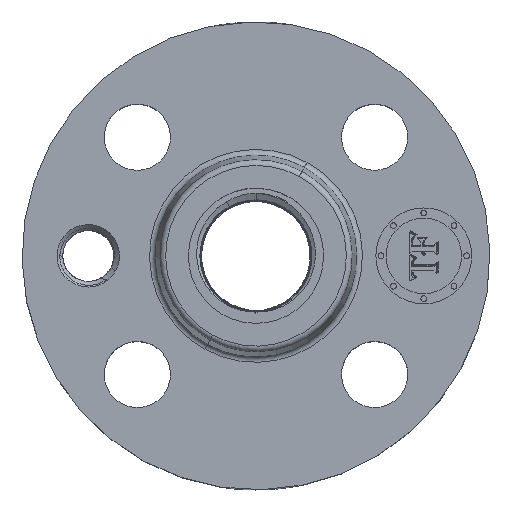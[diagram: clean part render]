
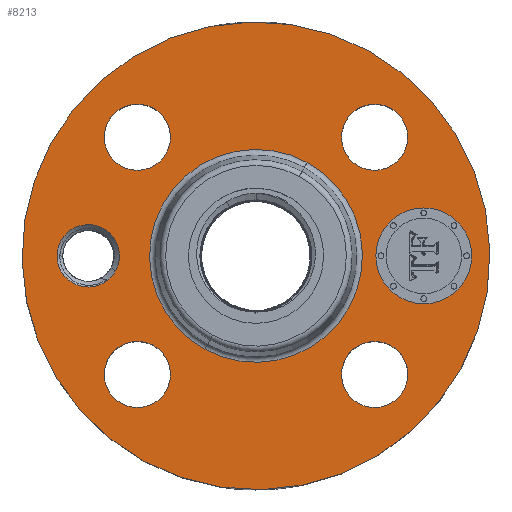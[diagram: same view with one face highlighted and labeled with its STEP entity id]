
A CAD part, top view. The second image highlights one B-rep face of the part: STEP entity #8213.
In plain terms, the highlighted planar face has unit normal (0, 0, 1).
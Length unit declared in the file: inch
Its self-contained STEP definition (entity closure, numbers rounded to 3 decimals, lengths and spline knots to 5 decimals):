
#6919=AXIS2_PLACEMENT_3D('Circle Axis2P3D',#6917,#6918,$) ;
#7056=AXIS2_PLACEMENT_3D('Circle Axis2P3D',#7054,#7055,$) ;
#7355=AXIS2_PLACEMENT_3D('Circle Axis2P3D',#7353,#7354,$) ;
#7367=AXIS2_PLACEMENT_3D('Circle Axis2P3D',#7365,#7366,$) ;
#7398=AXIS2_PLACEMENT_3D('Circle Axis2P3D',#7396,#7397,$) ;
#7410=AXIS2_PLACEMENT_3D('Circle Axis2P3D',#7408,#7409,$) ;
#7441=AXIS2_PLACEMENT_3D('Circle Axis2P3D',#7439,#7440,$) ;
#7453=AXIS2_PLACEMENT_3D('Circle Axis2P3D',#7451,#7452,$) ;
#7484=AXIS2_PLACEMENT_3D('Circle Axis2P3D',#7482,#7483,$) ;
#7496=AXIS2_PLACEMENT_3D('Circle Axis2P3D',#7494,#7495,$) ;
#8137=AXIS2_PLACEMENT_3D('Plane Axis2P3D',#8134,#8135,#8136) ;
#8145=AXIS2_PLACEMENT_3D('Circle Axis2P3D',#8143,#8144,$) ;
#8154=AXIS2_PLACEMENT_3D('Circle Axis2P3D',#8152,#8153,$) ;
#8167=AXIS2_PLACEMENT_3D('Circle Axis2P3D',#8165,#8166,$) ;
#8176=AXIS2_PLACEMENT_3D('Circle Axis2P3D',#8174,#8175,$) ;
#8197=AXIS2_PLACEMENT_3D('Circle Axis2P3D',#8195,#8196,$) ;
#8206=AXIS2_PLACEMENT_3D('Circle Axis2P3D',#8204,#8205,$) ;
#6914=CARTESIAN_POINT('Vertex',(1.1698,2.1413,1.75)) ;
#6917=CARTESIAN_POINT('Axis2P3D Location',(0.,0.,1.75)) ;
#6921=CARTESIAN_POINT('Vertex',(-1.1698,-2.1413,1.75)) ;
#7054=CARTESIAN_POINT('Axis2P3D Location',(0.,0.,1.75)) ;
#7343=CARTESIAN_POINT('Vertex',(1.5402,-1.40284,1.75)) ;
#7350=CARTESIAN_POINT('Vertex',(0.93467,-1.07204,1.75)) ;
#7353=CARTESIAN_POINT('Axis2P3D Location',(1.23744,-1.23744,1.75)) ;
#7365=CARTESIAN_POINT('Axis2P3D Location',(1.23744,-1.23744,1.75)) ;
#7386=CARTESIAN_POINT('Vertex',(-1.07204,-0.93467,1.75)) ;
#7393=CARTESIAN_POINT('Vertex',(-1.40284,-1.5402,1.75)) ;
#7396=CARTESIAN_POINT('Axis2P3D Location',(-1.23744,-1.23744,1.75)) ;
#7408=CARTESIAN_POINT('Axis2P3D Location',(-1.23744,-1.23744,1.75)) ;
#7429=CARTESIAN_POINT('Vertex',(-0.93467,1.07204,1.75)) ;
#7436=CARTESIAN_POINT('Vertex',(-1.5402,1.40284,1.75)) ;
#7439=CARTESIAN_POINT('Axis2P3D Location',(-1.23744,1.23744,1.75)) ;
#7451=CARTESIAN_POINT('Axis2P3D Location',(-1.23744,1.23744,1.75)) ;
#7472=CARTESIAN_POINT('Vertex',(1.07204,0.93467,1.75)) ;
#7479=CARTESIAN_POINT('Vertex',(1.40284,1.5402,1.75)) ;
#7482=CARTESIAN_POINT('Axis2P3D Location',(1.23744,1.23744,1.75)) ;
#7494=CARTESIAN_POINT('Axis2P3D Location',(1.23744,1.23744,1.75)) ;
#8134=CARTESIAN_POINT('Axis2P3D Location',(0.,2.44,1.75)) ;
#8143=CARTESIAN_POINT('Axis2P3D Location',(-1.75,0.,1.75)) ;
#8147=CARTESIAN_POINT('Vertex',(-2.03576,0.15611,1.75)) ;
#8149=CARTESIAN_POINT('Vertex',(-1.46424,-0.15611,1.75)) ;
#8152=CARTESIAN_POINT('Axis2P3D Location',(-1.75,0.,1.75)) ;
#8165=CARTESIAN_POINT('Axis2P3D Location',(0.,0.,1.75)) ;
#8169=CARTESIAN_POINT('Vertex',(-0.53233,-0.97442,1.75)) ;
#8171=CARTESIAN_POINT('Vertex',(0.53233,0.97442,1.75)) ;
#8174=CARTESIAN_POINT('Axis2P3D Location',(0.,0.,1.75)) ;
#8195=CARTESIAN_POINT('Axis2P3D Location',(1.75,0.,1.75)) ;
#8199=CARTESIAN_POINT('Vertex',(1.75,0.5,1.75)) ;
#8201=CARTESIAN_POINT('Vertex',(1.75,-0.5,1.75)) ;
#8204=CARTESIAN_POINT('Axis2P3D Location',(1.75,0.,1.75)) ;
#6918=DIRECTION('Axis2P3D Direction',(0.,0.,-0.039)) ;
#7055=DIRECTION('Axis2P3D Direction',(0.,0.,-0.039)) ;
#7354=DIRECTION('Axis2P3D Direction',(0.,-0.,-0.039)) ;
#7366=DIRECTION('Axis2P3D Direction',(0.,-0.,-0.039)) ;
#7397=DIRECTION('Axis2P3D Direction',(0.,-0.,-0.039)) ;
#7409=DIRECTION('Axis2P3D Direction',(0.,-0.,-0.039)) ;
#7440=DIRECTION('Axis2P3D Direction',(-0.,0.,-0.039)) ;
#7452=DIRECTION('Axis2P3D Direction',(-0.,0.,-0.039)) ;
#7483=DIRECTION('Axis2P3D Direction',(0.,0.,-0.039)) ;
#7495=DIRECTION('Axis2P3D Direction',(0.,0.,-0.039)) ;
#8135=DIRECTION('Axis2P3D Direction',(0.,0.,-0.039)) ;
#8136=DIRECTION('Axis2P3D XDirection',(0.039,0.,0.)) ;
#8144=DIRECTION('Axis2P3D Direction',(0.,0.,-0.039)) ;
#8153=DIRECTION('Axis2P3D Direction',(0.,0.,-0.039)) ;
#8166=DIRECTION('Axis2P3D Direction',(0.,0.,-0.039)) ;
#8175=DIRECTION('Axis2P3D Direction',(0.,0.,-0.039)) ;
#8196=DIRECTION('Axis2P3D Direction',(0.,0.,-0.039)) ;
#8205=DIRECTION('Axis2P3D Direction',(0.,0.,-0.039)) ;
#8140=ORIENTED_EDGE('',*,*,#6923,.F.) ;
#8141=ORIENTED_EDGE('',*,*,#7058,.F.) ;
#8158=ORIENTED_EDGE('',*,*,#8151,.T.) ;
#8159=ORIENTED_EDGE('',*,*,#8156,.T.) ;
#8162=ORIENTED_EDGE('',*,*,#7369,.T.) ;
#8163=ORIENTED_EDGE('',*,*,#7357,.T.) ;
#8180=ORIENTED_EDGE('',*,*,#8173,.T.) ;
#8181=ORIENTED_EDGE('',*,*,#8178,.T.) ;
#8184=ORIENTED_EDGE('',*,*,#7412,.T.) ;
#8185=ORIENTED_EDGE('',*,*,#7400,.T.) ;
#8188=ORIENTED_EDGE('',*,*,#7455,.T.) ;
#8189=ORIENTED_EDGE('',*,*,#7443,.T.) ;
#8192=ORIENTED_EDGE('',*,*,#7498,.T.) ;
#8193=ORIENTED_EDGE('',*,*,#7486,.T.) ;
#8210=ORIENTED_EDGE('',*,*,#8203,.T.) ;
#8211=ORIENTED_EDGE('',*,*,#8208,.T.) ;
#8160=FACE_BOUND('',#8157,.T.) ;
#8164=FACE_BOUND('',#8161,.T.) ;
#8182=FACE_BOUND('',#8179,.T.) ;
#8186=FACE_BOUND('',#8183,.T.) ;
#8190=FACE_BOUND('',#8187,.T.) ;
#8194=FACE_BOUND('',#8191,.T.) ;
#8212=FACE_BOUND('',#8209,.T.) ;
#8213=ADVANCED_FACE('PartBody',(#8142,#8160,#8164,#8182,#8186,#8190,#8194,#8212),#8138,.F.) ;
#6920=CIRCLE('generated circle',#6919,2.44) ;
#7057=CIRCLE('generated circle',#7056,2.44) ;
#7356=CIRCLE('generated circle',#7355,0.345) ;
#7368=CIRCLE('generated circle',#7367,0.345) ;
#7399=CIRCLE('generated circle',#7398,0.345) ;
#7411=CIRCLE('generated circle',#7410,0.345) ;
#7442=CIRCLE('generated circle',#7441,0.345) ;
#7454=CIRCLE('generated circle',#7453,0.345) ;
#7485=CIRCLE('generated circle',#7484,0.345) ;
#7497=CIRCLE('generated circle',#7496,0.345) ;
#8146=CIRCLE('generated circle',#8145,0.32563) ;
#8155=CIRCLE('generated circle',#8154,0.32563) ;
#8168=CIRCLE('generated circle',#8167,1.11035) ;
#8177=CIRCLE('generated circle',#8176,1.11035) ;
#8198=CIRCLE('generated circle',#8197,0.5) ;
#8207=CIRCLE('generated circle',#8206,0.5) ;
#6923=EDGE_CURVE('',#6915,#6922,#6920,.T.) ;
#7058=EDGE_CURVE('',#6922,#6915,#7057,.T.) ;
#7357=EDGE_CURVE('',#7344,#7351,#7356,.T.) ;
#7369=EDGE_CURVE('',#7351,#7344,#7368,.T.) ;
#7400=EDGE_CURVE('',#7387,#7394,#7399,.T.) ;
#7412=EDGE_CURVE('',#7394,#7387,#7411,.T.) ;
#7443=EDGE_CURVE('',#7430,#7437,#7442,.T.) ;
#7455=EDGE_CURVE('',#7437,#7430,#7454,.T.) ;
#7486=EDGE_CURVE('',#7473,#7480,#7485,.T.) ;
#7498=EDGE_CURVE('',#7480,#7473,#7497,.T.) ;
#8151=EDGE_CURVE('',#8148,#8150,#8146,.T.) ;
#8156=EDGE_CURVE('',#8150,#8148,#8155,.T.) ;
#8173=EDGE_CURVE('',#8170,#8172,#8168,.T.) ;
#8178=EDGE_CURVE('',#8172,#8170,#8177,.T.) ;
#8203=EDGE_CURVE('',#8200,#8202,#8198,.T.) ;
#8208=EDGE_CURVE('',#8202,#8200,#8207,.T.) ;
#8139=EDGE_LOOP('',(#8140,#8141)) ;
#8157=EDGE_LOOP('',(#8158,#8159)) ;
#8161=EDGE_LOOP('',(#8162,#8163)) ;
#8179=EDGE_LOOP('',(#8180,#8181)) ;
#8183=EDGE_LOOP('',(#8184,#8185)) ;
#8187=EDGE_LOOP('',(#8188,#8189)) ;
#8191=EDGE_LOOP('',(#8192,#8193)) ;
#8209=EDGE_LOOP('',(#8210,#8211)) ;
#8142=FACE_OUTER_BOUND('',#8139,.T.) ;
#8138=PLANE('',#8137) ;
#6915=VERTEX_POINT('',#6914) ;
#6922=VERTEX_POINT('',#6921) ;
#7344=VERTEX_POINT('',#7343) ;
#7351=VERTEX_POINT('',#7350) ;
#7387=VERTEX_POINT('',#7386) ;
#7394=VERTEX_POINT('',#7393) ;
#7430=VERTEX_POINT('',#7429) ;
#7437=VERTEX_POINT('',#7436) ;
#7473=VERTEX_POINT('',#7472) ;
#7480=VERTEX_POINT('',#7479) ;
#8148=VERTEX_POINT('',#8147) ;
#8150=VERTEX_POINT('',#8149) ;
#8170=VERTEX_POINT('',#8169) ;
#8172=VERTEX_POINT('',#8171) ;
#8200=VERTEX_POINT('',#8199) ;
#8202=VERTEX_POINT('',#8201) ;
